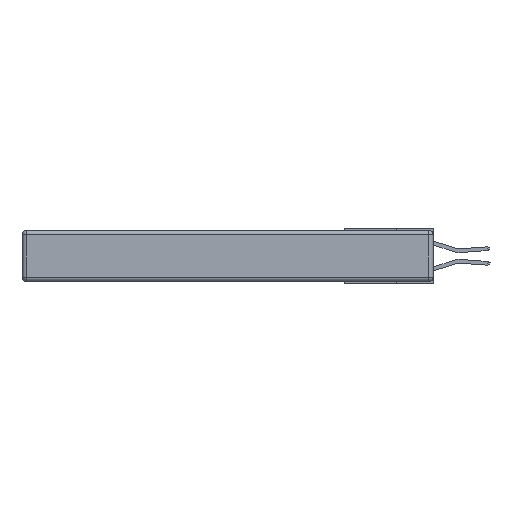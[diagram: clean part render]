
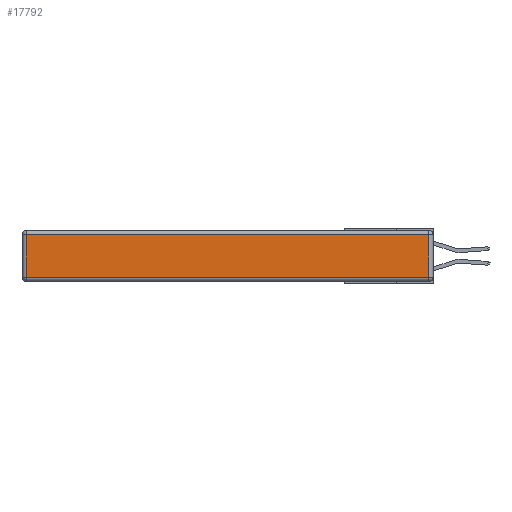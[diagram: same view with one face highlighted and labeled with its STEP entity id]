
A CAD part, left-side view. The second image highlights one B-rep face of the part: STEP entity #17792.
In plain terms, the highlighted planar face has unit normal (-1, 0, 0).
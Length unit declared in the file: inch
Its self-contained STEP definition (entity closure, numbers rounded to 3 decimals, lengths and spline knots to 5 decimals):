
#377 = EDGE_CURVE ( 'NONE', #18139, #19368, #21853, .T. ) ;
#690 = ORIENTED_EDGE ( 'NONE', *, *, #10847, .T. ) ;
#1032 = DIRECTION ( 'NONE',  ( -1., 0., 0. ) ) ;
#4444 = CARTESIAN_POINT ( 'NONE',  ( 0., 0., -0.343 ) ) ;
#4765 = VERTEX_POINT ( 'NONE', #17420 ) ;
#5420 = DIRECTION ( 'NONE',  ( 0., 0., -1. ) ) ;
#5554 = LINE ( 'NONE', #16154, #12933 ) ;
#5701 = DIRECTION ( 'NONE',  ( 0., 0., 1. ) ) ;
#5802 = ORIENTED_EDGE ( 'NONE', *, *, #20780, .T. ) ;
#5860 = VERTEX_POINT ( 'NONE', #15139 ) ;
#6950 = CARTESIAN_POINT ( 'NONE',  ( 0., 2.72, -0.313 ) ) ;
#7408 = VECTOR ( 'NONE', #20954, 39.37008 ) ;
#8237 = CARTESIAN_POINT ( 'NONE',  ( 0., 2.75, -0.03 ) ) ;
#8314 = VECTOR ( 'NONE', #5420, 39.37008 ) ;
#10104 = EDGE_CURVE ( 'NONE', #5860, #18139, #12701, .T. ) ;
#10847 = EDGE_CURVE ( 'NONE', #19368, #4765, #5554, .T. ) ;
#10853 = PLANE ( 'NONE',  #16022 ) ;
#11882 = ORIENTED_EDGE ( 'NONE', *, *, #377, .T. ) ;
#12701 = LINE ( 'NONE', #19352, #8314 ) ;
#12933 = VECTOR ( 'NONE', #5701, 39.37008 ) ;
#13499 = DIRECTION ( 'NONE',  ( 0., 1., 0. ) ) ;
#13961 = FACE_OUTER_BOUND ( 'NONE', #21330, .T. ) ;
#15139 = CARTESIAN_POINT ( 'NONE',  ( 0., 2.72, -0.03 ) ) ;
#15308 = LINE ( 'NONE', #8237, #16658 ) ;
#15835 = ORIENTED_EDGE ( 'NONE', *, *, #10104, .T. ) ;
#16022 = AXIS2_PLACEMENT_3D ( 'NONE', #4444, #1032, #18369 ) ;
#16154 = CARTESIAN_POINT ( 'NONE',  ( 0., 0.03, -0.343 ) ) ;
#16658 = VECTOR ( 'NONE', #13499, 39.37008 ) ;
#17420 = CARTESIAN_POINT ( 'NONE',  ( 0., 0.03, -0.03 ) ) ;
#17792 = ADVANCED_FACE ( 'NONE', ( #13961 ), #10853, .T. ) ;
#18139 = VERTEX_POINT ( 'NONE', #6950 ) ;
#18369 = DIRECTION ( 'NONE',  ( 0., 0., 1. ) ) ;
#18951 = CARTESIAN_POINT ( 'NONE',  ( 0., 0., -0.313 ) ) ;
#19008 = CARTESIAN_POINT ( 'NONE',  ( 0., 0.03, -0.313 ) ) ;
#19352 = CARTESIAN_POINT ( 'NONE',  ( 0., 2.72, -0.343 ) ) ;
#19368 = VERTEX_POINT ( 'NONE', #19008 ) ;
#20780 = EDGE_CURVE ( 'NONE', #4765, #5860, #15308, .T. ) ;
#20954 = DIRECTION ( 'NONE',  ( 0., -1., 0. ) ) ;
#21330 = EDGE_LOOP ( 'NONE', ( #11882, #690, #5802, #15835 ) ) ;
#21853 = LINE ( 'NONE', #18951, #7408 ) ;
